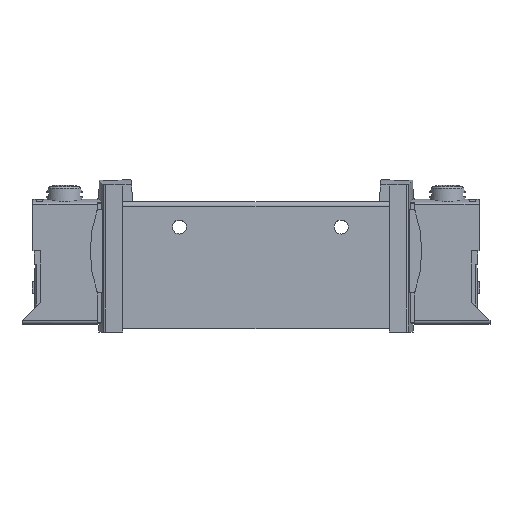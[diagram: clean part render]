
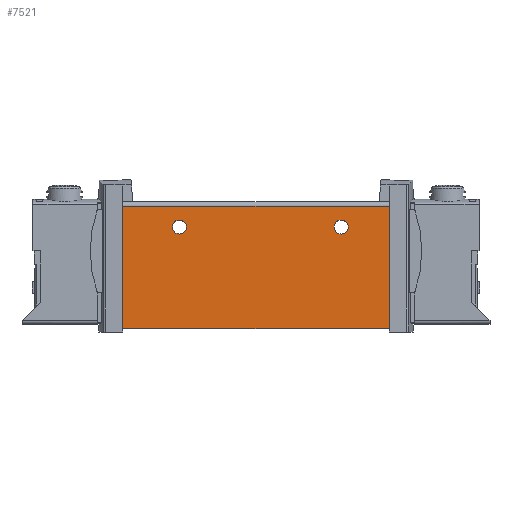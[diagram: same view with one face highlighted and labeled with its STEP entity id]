
A CAD part, top view. The second image highlights one B-rep face of the part: STEP entity #7521.
In plain terms, the highlighted planar face has unit normal (0, 0, 1).
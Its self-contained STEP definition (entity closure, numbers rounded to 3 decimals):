
#108=PLANE('',#8137);
#725=LINE('',#12090,#1477);
#728=LINE('',#12100,#1480);
#729=LINE('',#12102,#1481);
#730=LINE('',#12104,#1482);
#1477=VECTOR('',#9435,1000.);
#1480=VECTOR('',#9446,1000.);
#1481=VECTOR('',#9447,1000.);
#1482=VECTOR('',#9448,1000.);
#2557=ORIENTED_EDGE('',*,*,#4668,.F.);
#2558=ORIENTED_EDGE('',*,*,#4669,.F.);
#2559=ORIENTED_EDGE('',*,*,#4670,.T.);
#2560=ORIENTED_EDGE('',*,*,#4671,.F.);
#2561=ORIENTED_EDGE('',*,*,#4672,.F.);
#2562=ORIENTED_EDGE('',*,*,#4664,.T.);
#4664=EDGE_CURVE('',#5700,#5699,#725,.T.);
#4668=EDGE_CURVE('',#5701,#5701,#6157,.T.);
#4669=EDGE_CURVE('',#5702,#5702,#6158,.T.);
#4670=EDGE_CURVE('',#5699,#5703,#728,.T.);
#4671=EDGE_CURVE('',#5704,#5703,#729,.T.);
#4672=EDGE_CURVE('',#5700,#5704,#730,.T.);
#5699=VERTEX_POINT('',#12089);
#5700=VERTEX_POINT('',#12091);
#5701=VERTEX_POINT('',#12097);
#5702=VERTEX_POINT('',#12099);
#5703=VERTEX_POINT('',#12101);
#5704=VERTEX_POINT('',#12103);
#6157=CIRCLE('',#8138,1.6);
#6158=CIRCLE('',#8139,1.6);
#6416=EDGE_LOOP('',(#2557));
#6417=EDGE_LOOP('',(#2558));
#6418=EDGE_LOOP('',(#2559,#2560,#2561,#2562));
#6930=FACE_BOUND('',#6416,.T.);
#6931=FACE_BOUND('',#6417,.T.);
#6932=FACE_BOUND('',#6418,.T.);
#7521=ADVANCED_FACE('',(#6930,#6931,#6932),#108,.F.);
#8137=AXIS2_PLACEMENT_3D('',#12095,#9440,#9441);
#8138=AXIS2_PLACEMENT_3D('',#12096,#9442,#9443);
#8139=AXIS2_PLACEMENT_3D('',#12098,#9444,#9445);
#9435=DIRECTION('',(-1.,0.,0.));
#9440=DIRECTION('',(0.,0.,-1.));
#9441=DIRECTION('',(-1.,0.,0.));
#9442=DIRECTION('',(0.,0.,1.));
#9443=DIRECTION('',(1.,0.,0.));
#9444=DIRECTION('',(0.,0.,1.));
#9445=DIRECTION('',(1.,0.,0.));
#9446=DIRECTION('',(0.,-1.,0.));
#9447=DIRECTION('',(-1.,0.,0.));
#9448=DIRECTION('',(0.,-1.,0.));
#12089=CARTESIAN_POINT('',(-30.45,28.,7.2));
#12090=CARTESIAN_POINT('',(30.45,28.,7.2));
#12091=CARTESIAN_POINT('',(30.45,28.,7.2));
#12095=CARTESIAN_POINT('',(30.45,28.,7.2));
#12096=CARTESIAN_POINT('',(-17.5,23.2,7.2));
#12097=CARTESIAN_POINT('',(-15.9,23.2,7.2));
#12098=CARTESIAN_POINT('',(19.5,23.2,7.2));
#12099=CARTESIAN_POINT('',(21.1,23.2,7.2));
#12100=CARTESIAN_POINT('',(-30.45,28.,7.2));
#12101=CARTESIAN_POINT('',(-30.45,0.,7.2));
#12102=CARTESIAN_POINT('',(30.45,0.,7.2));
#12103=CARTESIAN_POINT('',(30.45,0.,7.2));
#12104=CARTESIAN_POINT('',(30.45,28.,7.2));
